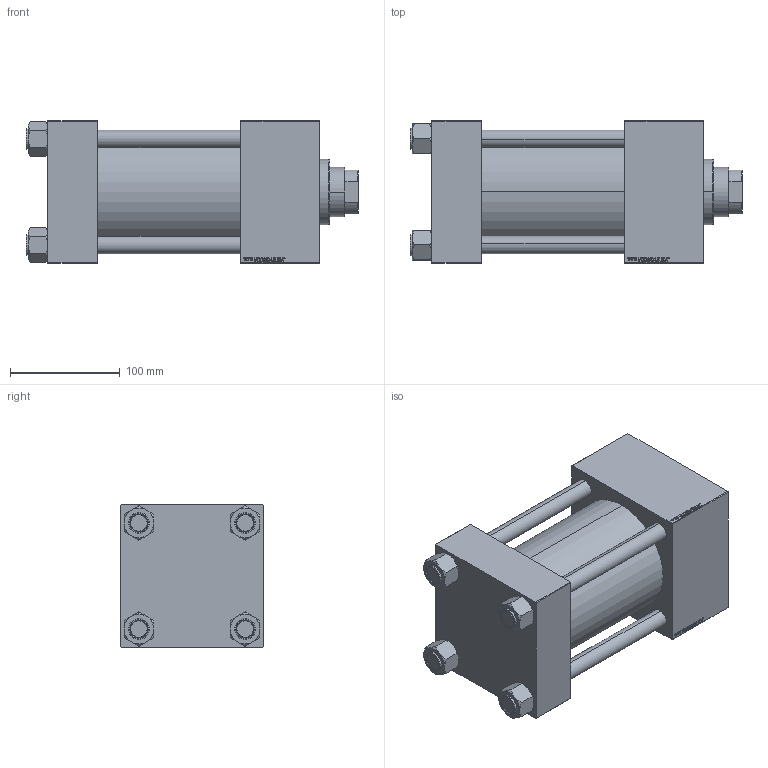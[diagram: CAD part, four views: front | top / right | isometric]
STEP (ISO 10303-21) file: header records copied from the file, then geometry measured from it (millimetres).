
FILE_DESCRIPTION (( 'STEP AP203' ), '1' );
FILE_NAME ('7ce9.STEP', '2024-01-10T12:37:34', ( '' ), ( '' ), 'SwSTEP 2.0', 'SolidWorks 2019', '' );
FILE_SCHEMA (( 'CONFIG_CONTROL_DESIGN' ));
Length unit declared in the file: millimetre
Products named in the file (6): V215CR_C_Body 0a8a4fb8e1ddade04731b221a35144e8; NUT_M5_C 0a8a4fb8e1ddade04731b221a35144e8; V215CR_VCP_C 0a8a4fb8e1ddade04731b221a35144e8; V215CR_C_TYCINKA 0a8a4fb8e1ddade04731b221a35144e8; V215_VC_A 0a8a4fb8e1ddade04731b221a35144e8; 7ce9
Assembly tree (11 placements, depth 2):
  7ce9
    V215CR_C_Body 0a8a4fb8e1ddade04731b221a35144e8
    V215CR_VCP_C 0a8a4fb8e1ddade04731b221a35144e8
    NUT_M5_C 0a8a4fb8e1ddade04731b221a35144e8  x4
    V215CR_C_TYCINKA 0a8a4fb8e1ddade04731b221a35144e8  x4
    V215_VC_A 0a8a4fb8e1ddade04731b221a35144e8
Bounding box: 303 x 130 x 130 mm (x, y, z)
Volume: 2626955.1 mm3; surface area: 385772.4 mm2
Topology: 11 solids, 11 shells, 1197 faces, 3024 edges, 1967 vertices
Faces by surface type: plane 574, bspline 392, cone 136, cylinder 87, torus 8
Entity records: 50666 total; most frequent: CARTESIAN_POINT 27215, ORIENTED_EDGE 5312, DIRECTION 3378, EDGE_CURVE 2656, VERTEX_POINT 1745, LINE 1614, VECTOR 1614, EDGE_LOOP 1171
